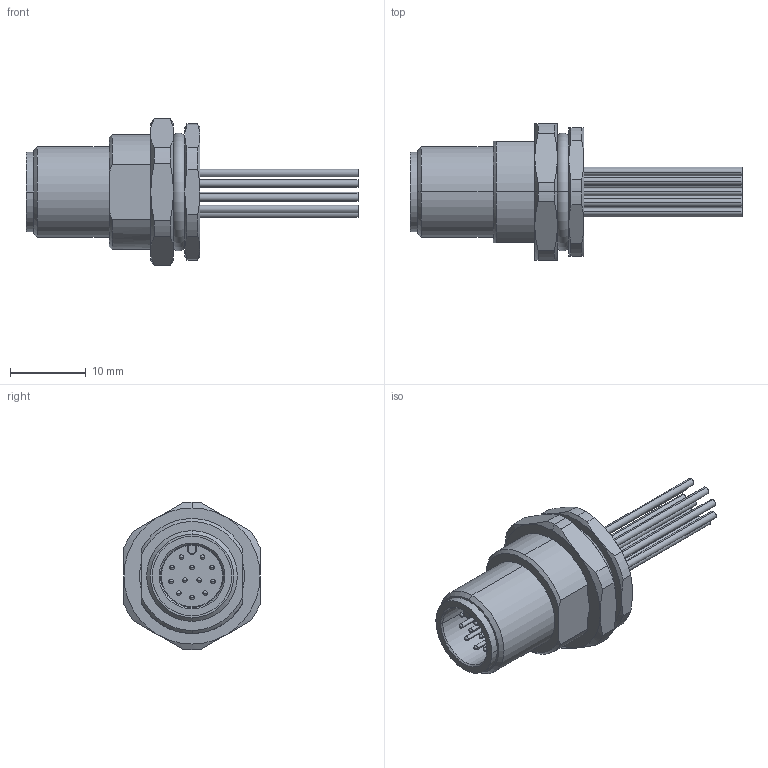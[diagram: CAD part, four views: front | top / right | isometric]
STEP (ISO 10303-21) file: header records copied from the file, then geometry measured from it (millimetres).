
FILE_DESCRIPTION((''),'2;1');
FILE_NAME('237166_SM01_ASM','2024-06-04T09:32:46',('banengservice'),('BANNER ENGINEERING'),'CREO PARAMETRIC BY PTC INC, 2022414','CREO PARAMETRIC BY PTC INC, 2022414','');
FILE_SCHEMA(('CONFIG_CONTROL_DESIGN'));
Length unit declared in the file: millimetre
Products named in the file (2): 237166_EP01; 237166_SM01_ASM
Assembly tree (1 placements, depth 2):
  237166_SM01_ASM
    237166_EP01
Bounding box: 43.9 x 18 x 19.5 mm (x, y, z)
Volume: 3486.6 mm3; surface area: 2912.2 mm2
Topology: 1 solids, 1 shells, 185 faces, 465 edges, 264 vertices
Faces by surface type: cylinder 78, plane 37, cone 35, sphere 24, torus 9, bspline 2
Entity records: 5477 total; most frequent: CARTESIAN_POINT 1171, DIRECTION 970, ORIENTED_EDGE 834, AXIS2_PLACEMENT_3D 427, EDGE_CURVE 417, VERTEX_POINT 264, CIRCLE 241, EDGE_LOOP 215
